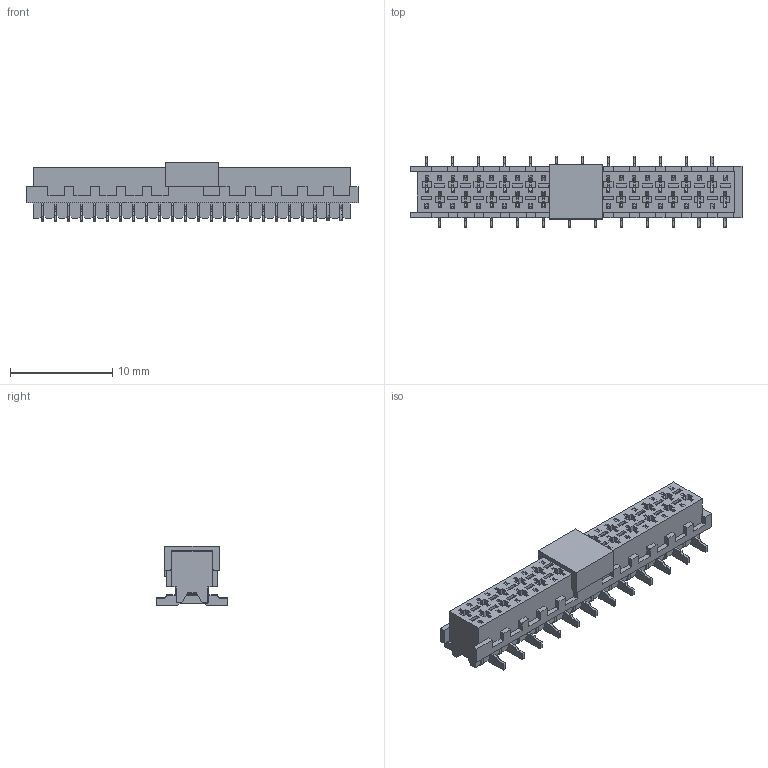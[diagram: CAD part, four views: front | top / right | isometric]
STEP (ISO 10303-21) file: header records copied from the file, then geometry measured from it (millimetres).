
FILE_DESCRIPTION(/* description */ ('Unknown'),/* implementation_level */ '2;1');
FILE_NAME(/* name */ 'J_Wurth_WR-MM_690367282476',/* time_stamp */ '2025-05-08T09:47:46+08:00',/* author */ ('Unknown'),/* organization */ ('Unknown'),/* preprocessor_version */ 'ST-DEVELOPER v19.4',/* originating_system */ 'Solid Edge',/* authorisation */ 'Unknown');
FILE_SCHEMA (('AUTOMOTIVE_DESIGN {1 0 10303 214 3 1 1}'));
Products named in the file (2): J_Wurth_WR-MM_690367282476
Assembly tree (1 placements, depth 2):
  J_Wurth_WR-MM_690367282476
    J_Wurth_WR-MM_690367282476
Bounding box: 32.48 x 7 x 5.85 mm (x, y, z)
Volume: 553.3 mm3; surface area: 1922.6 mm2
Topology: 1 solids, 1 shells, 2185 faces, 6588 edges, 4229 vertices
Faces by surface type: plane 1779, cylinder 406
Entity records: 88598 total; most frequent: ORIENTED_EDGE 13176, CARTESIAN_POINT 13004, DIRECTION 11918, EDGE_CURVE 6588, LINE 5632, VECTOR 5632, VERTEX_POINT 4229, AXIS2_PLACEMENT_3D 3143
